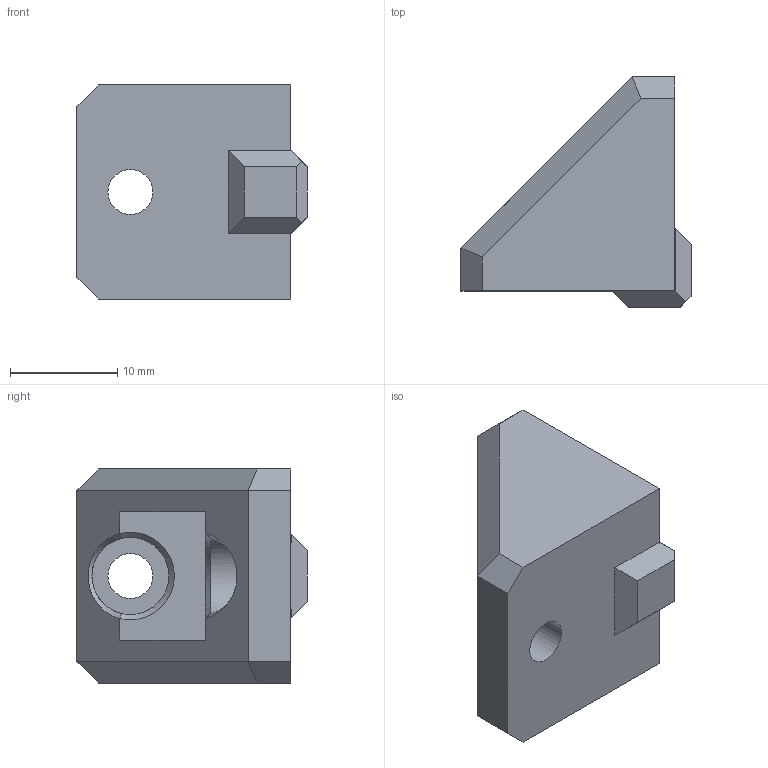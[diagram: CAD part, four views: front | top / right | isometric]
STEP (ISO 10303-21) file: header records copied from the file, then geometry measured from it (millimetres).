
FILE_DESCRIPTION(/* description */ (''),/* implementation_level */ '2;1');
FILE_NAME(/* name */ '2020_corner.step',/* time_stamp */ '2021-05-15T11:16:59+02:00',/* author */ (''),/* organization */ (''),/* preprocessor_version */ 'ST-DEVELOPER v18.1',/* originating_system */ 'Autodesk Translation Framework v10.6.0.1341',/* authorisation */ '');
FILE_SCHEMA (('AUTOMOTIVE_DESIGN { 1 0 10303 214 3 1 1 }'));
Length unit declared in the file: millimetre
Products named in the file (1): 2020_corner
Bounding box: 21.5 x 21.5 x 20 mm (x, y, z)
Volume: 4626.6 mm3; surface area: 2313.5 mm2
Topology: 1 solids, 1 shells, 43 faces, 112 edges, 72 vertices
Faces by surface type: plane 35, cylinder 4, bspline 2, cone 2
Full cylindrical faces by diameter (mm): 4.2 x2, 7.2 x2
Entity records: 1451 total; most frequent: CARTESIAN_POINT 381, ORIENTED_EDGE 224, DIRECTION 194, EDGE_CURVE 112, LINE 88, VECTOR 88, VERTEX_POINT 72, AXIS2_PLACEMENT_3D 53
